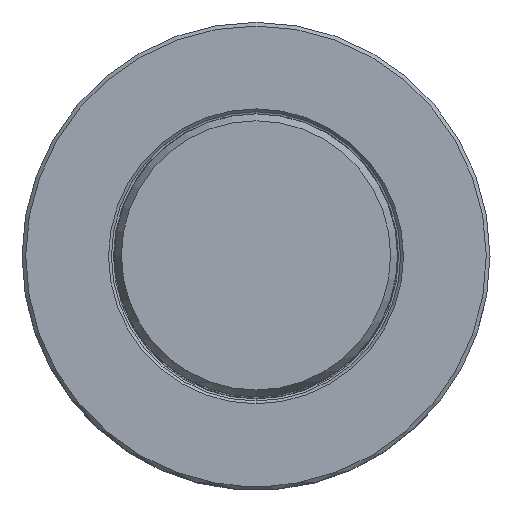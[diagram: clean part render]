
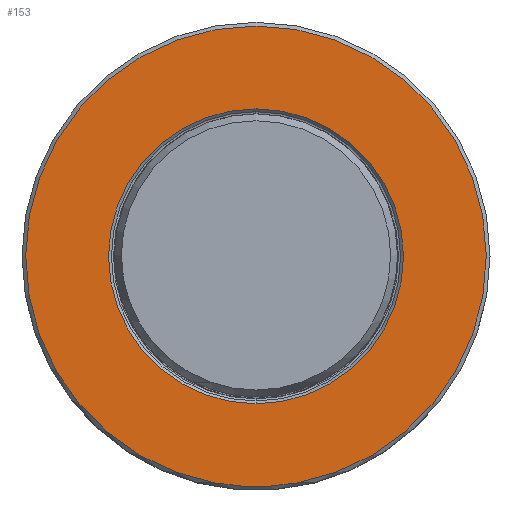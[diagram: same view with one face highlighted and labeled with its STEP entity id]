
A CAD part, top view. The second image highlights one B-rep face of the part: STEP entity #153.
In plain terms, the highlighted planar face has unit normal (0, 0, 1).
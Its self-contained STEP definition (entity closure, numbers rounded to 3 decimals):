
#28=FACE_BOUND('',#303,.T.);
#29=FACE_BOUND('',#304,.T.);
#33=PLANE('',#1251);
#153=ADVANCED_FACE('',(#28,#29),#33,.T.);
#303=EDGE_LOOP('',(#514,#515,#516));
#304=EDGE_LOOP('',(#517,#518));
#514=ORIENTED_EDGE('',*,*,#779,.F.);
#515=ORIENTED_EDGE('',*,*,#782,.F.);
#516=ORIENTED_EDGE('',*,*,#781,.F.);
#517=ORIENTED_EDGE('',*,*,#783,.F.);
#518=ORIENTED_EDGE('',*,*,#784,.F.);
#656=VERTEX_POINT('',#2602);
#657=VERTEX_POINT('',#2604);
#658=VERTEX_POINT('',#2613);
#659=VERTEX_POINT('',#2617);
#660=VERTEX_POINT('',#2618);
#779=EDGE_CURVE('',#656,#657,#936,.T.);
#781=EDGE_CURVE('',#657,#658,#937,.T.);
#782=EDGE_CURVE('',#658,#656,#938,.T.);
#783=EDGE_CURVE('',#659,#660,#939,.T.);
#784=EDGE_CURVE('',#660,#659,#940,.T.);
#936=CIRCLE('',#1244,31.);
#937=CIRCLE('',#1246,31.);
#938=CIRCLE('',#1247,31.);
#939=CIRCLE('',#1249,19.85);
#940=CIRCLE('',#1250,19.85);
#1244=AXIS2_PLACEMENT_3D('',#2603,#1515,#1516);
#1246=AXIS2_PLACEMENT_3D('',#2612,#1519,#1520);
#1247=AXIS2_PLACEMENT_3D('',#2614,#1521,#1522);
#1249=AXIS2_PLACEMENT_3D('',#2616,#1525,#1526);
#1250=AXIS2_PLACEMENT_3D('',#2619,#1527,#1528);
#1251=AXIS2_PLACEMENT_3D('',#2620,#1529,#1530);
#1515=DIRECTION('',(0.,0.,-1.));
#1516=DIRECTION('',(0.179,-0.984,0.));
#1519=DIRECTION('',(0.,0.,-1.));
#1520=DIRECTION('',(-0.179,-0.984,0.));
#1521=DIRECTION('',(0.,0.,-1.));
#1522=DIRECTION('',(0.,1.,0.));
#1525=DIRECTION('',(0.,0.,1.));
#1526=DIRECTION('',(0.,-1.,0.));
#1527=DIRECTION('',(0.,0.,1.));
#1528=DIRECTION('',(0.,1.,0.));
#1529=DIRECTION('',(0.,0.,1.));
#1530=DIRECTION('',(0.,1.,0.));
#2602=CARTESIAN_POINT('',(5.545,-30.5,0.));
#2603=CARTESIAN_POINT('',(0.,0.,0.));
#2604=CARTESIAN_POINT('',(-5.545,-30.5,0.));
#2612=CARTESIAN_POINT('',(0.,0.,0.));
#2613=CARTESIAN_POINT('',(0.,31.,0.));
#2614=CARTESIAN_POINT('',(0.,0.,0.));
#2616=CARTESIAN_POINT('',(0.,0.,0.));
#2617=CARTESIAN_POINT('',(0.,-19.85,0.));
#2618=CARTESIAN_POINT('',(0.,19.85,0.));
#2619=CARTESIAN_POINT('',(0.,0.,0.));
#2620=CARTESIAN_POINT('',(0.,0.,0.));
